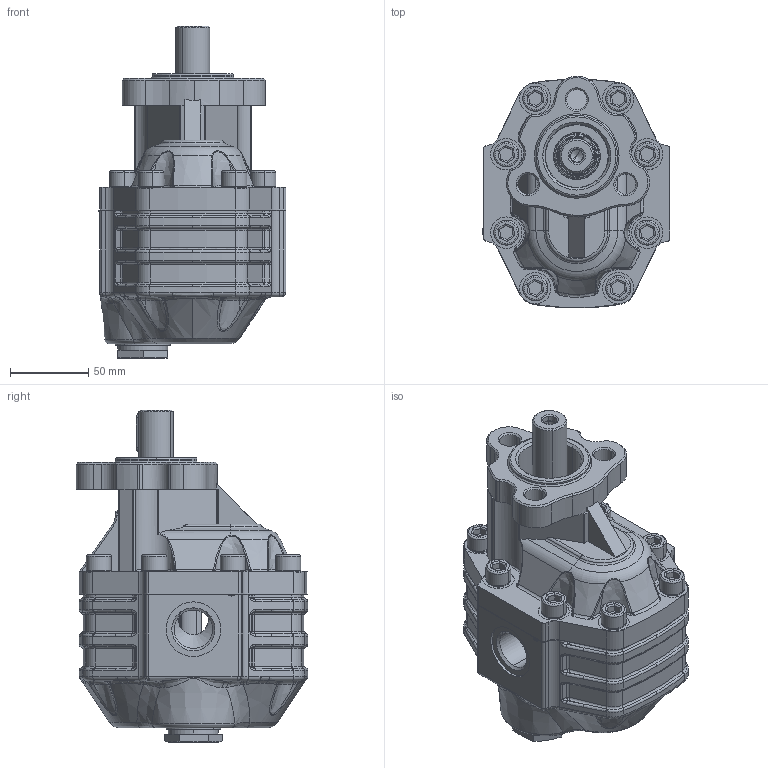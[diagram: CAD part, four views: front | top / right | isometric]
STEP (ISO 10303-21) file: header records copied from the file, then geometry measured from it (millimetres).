
FILE_DESCRIPTION (( 'STEP AP203' ), '1' );
FILE_NAME ('10500100444.STEP', '2012-02-20T13:22:36', ( 'OMFB' ), ( '' ), 'SwSTEP 2.0', 'SolidWorks 2008', '' );
FILE_SCHEMA (( 'CONFIG_CONTROL_DESIGN' ));
Length unit declared in the file: millimetre
Products named in the file (1): 10500100444
Bounding box: 120 x 147.83 x 212 mm (x, y, z)
Volume: 1344936 mm3; surface area: 219553.3 mm2
Topology: 22 solids, 22 shells, 1720 faces, 4058 edges, 2375 vertices
Faces by surface type: cylinder 582, bspline 370, plane 340, cone 223, torus 197, sphere 8
Entity records: 64503 total; most frequent: CARTESIAN_POINT 27566, ORIENTED_EDGE 7976, DIRECTION 7485, EDGE_CURVE 3988, AXIS2_PLACEMENT_3D 3063, VERTEX_POINT 2373, EDGE_LOOP 1829, ADVANCED_FACE 1718
